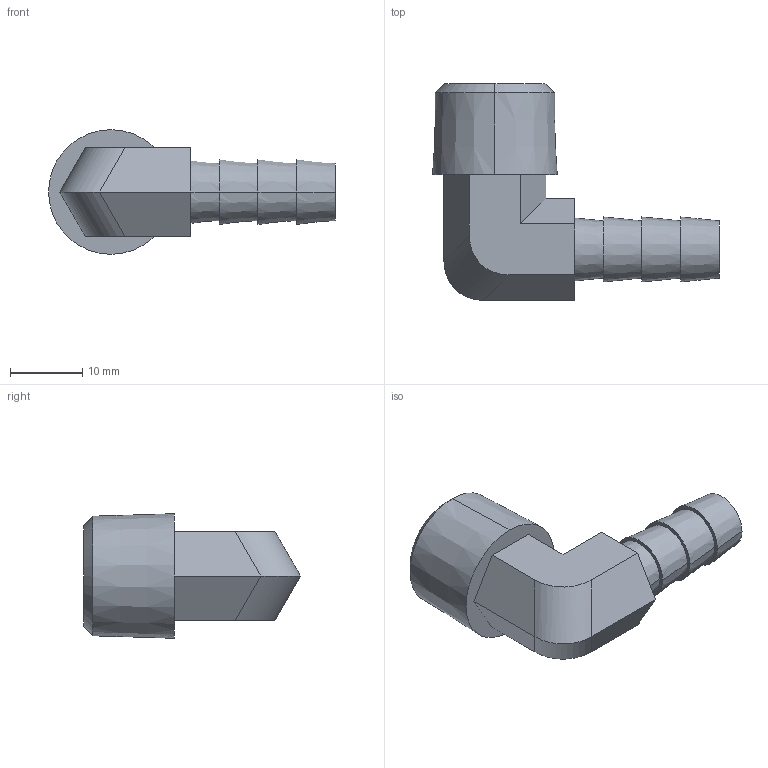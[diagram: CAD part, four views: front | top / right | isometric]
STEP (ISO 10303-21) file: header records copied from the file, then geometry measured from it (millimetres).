
FILE_DESCRIPTION (( 'STEP AP214' ), '1' );
FILE_NAME ('BAHBL-516-38N.step', '2017-08-29T20:41:36', ( '' ), ( '' ), 'SwSTEP 2.0', 'SolidWorks 2017', '' );
FILE_SCHEMA (( 'AUTOMOTIVE_DESIGN' ));
Length unit declared in the file: inch
Products named in the file (1): BAHBL-516-38N
Bounding box: 39.7 x 30 x 17.25 mm (x, y, z)
Volume: 4485.6 mm3; surface area: 3655.8 mm2
Topology: 1 solids, 1 shells, 42 faces, 91 edges, 59 vertices
Faces by surface type: plane 20, cone 12, cylinder 10
Entity records: 1349 total; most frequent: CARTESIAN_POINT 366, DIRECTION 204, ORIENTED_EDGE 182, EDGE_CURVE 91, AXIS2_PLACEMENT_3D 77, VERTEX_POINT 59, EDGE_LOOP 52, VECTOR 50
